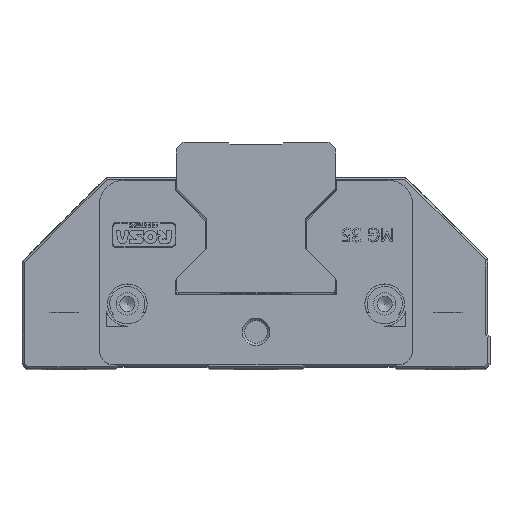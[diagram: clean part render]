
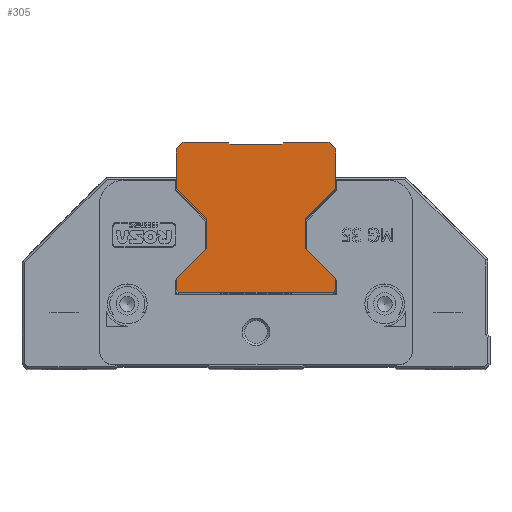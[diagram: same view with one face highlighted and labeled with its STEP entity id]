
A CAD part, top view. The second image highlights one B-rep face of the part: STEP entity #305.
In plain terms, the highlighted planar face has unit normal (0, 0, 1).
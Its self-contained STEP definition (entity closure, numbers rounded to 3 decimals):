
#122=CARTESIAN_POINT('',(-5.9,0.,279.0));
#123=VERTEX_POINT('',#122);
#130=CARTESIAN_POINT('',(-5.5,-0.4,279.0));
#131=VERTEX_POINT('',#130);
#132=CARTESIAN_POINT('',(-5.9,0.,279.0));
#133=DIRECTION('',(0.707,-0.707,0.0));
#134=VECTOR('',#133,0.566);
#135=LINE('',#132,#134);
#136=EDGE_CURVE('',#123,#131,#135,.T.);
#147=CARTESIAN_POINT('',(0.,-16.264,279.0));
#148=DIRECTION('',(0.0,0.0,1.0));
#149=DIRECTION('',(1.0,0.0,0.0));
#150=AXIS2_PLACEMENT_3D('',#147,#148,#149);
#151=PLANE('',#150);
#152=ORIENTED_EDGE('',*,*,#136,.F.);
#153=CARTESIAN_POINT('',(-15.6,0.,279.0));
#154=VERTEX_POINT('',#153);
#155=CARTESIAN_POINT('',(-15.6,0.,279.0));
#156=DIRECTION('',(1.0,0.0,0.0));
#157=VECTOR('',#156,9.7);
#158=LINE('',#155,#157);
#159=EDGE_CURVE('',#154,#123,#158,.T.);
#160=ORIENTED_EDGE('',*,*,#159,.F.);
#161=CARTESIAN_POINT('',(-17.0,-1.4,279.0));
#162=VERTEX_POINT('',#161);
#163=CARTESIAN_POINT('',(-17.0,-1.4,279.0));
#164=DIRECTION('',(0.707,0.707,0.0));
#165=VECTOR('',#164,1.98);
#166=LINE('',#163,#165);
#167=EDGE_CURVE('',#162,#154,#166,.T.);
#168=ORIENTED_EDGE('',*,*,#167,.F.);
#169=CARTESIAN_POINT('',(-17.0,-9.858,279.0));
#170=VERTEX_POINT('',#169);
#171=CARTESIAN_POINT('',(-17.0,-9.858,279.0));
#172=DIRECTION('',(0.0,1.0,0.0));
#173=VECTOR('',#172,8.458);
#174=LINE('',#171,#173);
#175=EDGE_CURVE('',#170,#162,#174,.T.);
#176=ORIENTED_EDGE('',*,*,#175,.F.);
#177=CARTESIAN_POINT('',(-10.5,-16.358,279.0));
#178=VERTEX_POINT('',#177);
#179=CARTESIAN_POINT('',(-10.5,-16.358,279.0));
#180=DIRECTION('',(-0.707,0.707,0.0));
#181=VECTOR('',#180,9.192);
#182=LINE('',#179,#181);
#183=EDGE_CURVE('',#178,#170,#182,.T.);
#184=ORIENTED_EDGE('',*,*,#183,.F.);
#185=CARTESIAN_POINT('',(-10.5,-22.642,279.0));
#186=VERTEX_POINT('',#185);
#187=CARTESIAN_POINT('',(-10.5,-22.642,279.0));
#188=DIRECTION('',(0.0,1.0,0.0));
#189=VECTOR('',#188,6.284);
#190=LINE('',#187,#189);
#191=EDGE_CURVE('',#186,#178,#190,.T.);
#192=ORIENTED_EDGE('',*,*,#191,.F.);
#193=CARTESIAN_POINT('',(-17.,-29.142,279.0));
#194=VERTEX_POINT('',#193);
#195=CARTESIAN_POINT('',(-17.,-29.142,279.0));
#196=DIRECTION('',(0.707,0.707,0.0));
#197=VECTOR('',#196,9.192);
#198=LINE('',#195,#197);
#199=EDGE_CURVE('',#194,#186,#198,.T.);
#200=ORIENTED_EDGE('',*,*,#199,.F.);
#201=CARTESIAN_POINT('',(-17.,-31.5,279.0));
#202=VERTEX_POINT('',#201);
#203=CARTESIAN_POINT('',(-17.,-31.5,279.0));
#204=DIRECTION('',(0.0,1.0,0.0));
#205=VECTOR('',#204,2.358);
#206=LINE('',#203,#205);
#207=EDGE_CURVE('',#202,#194,#206,.T.);
#208=ORIENTED_EDGE('',*,*,#207,.F.);
#209=CARTESIAN_POINT('',(-16.5,-32.0,279.0));
#210=VERTEX_POINT('',#209);
#211=CARTESIAN_POINT('',(-16.5,-32.0,279.0));
#212=DIRECTION('',(-0.707,0.707,0.0));
#213=VECTOR('',#212,0.707);
#214=LINE('',#211,#213);
#215=EDGE_CURVE('',#210,#202,#214,.T.);
#216=ORIENTED_EDGE('',*,*,#215,.F.);
#217=CARTESIAN_POINT('',(16.5,-32.0,279.0));
#218=VERTEX_POINT('',#217);
#219=CARTESIAN_POINT('',(16.5,-32.0,279.0));
#220=DIRECTION('',(-1.0,0.0,0.0));
#221=VECTOR('',#220,33.0);
#222=LINE('',#219,#221);
#223=EDGE_CURVE('',#218,#210,#222,.T.);
#224=ORIENTED_EDGE('',*,*,#223,.F.);
#225=CARTESIAN_POINT('',(17.,-31.5,279.0));
#226=VERTEX_POINT('',#225);
#227=CARTESIAN_POINT('',(17.,-31.5,279.0));
#228=DIRECTION('',(-0.707,-0.707,0.0));
#229=VECTOR('',#228,0.707);
#230=LINE('',#227,#229);
#231=EDGE_CURVE('',#226,#218,#230,.T.);
#232=ORIENTED_EDGE('',*,*,#231,.F.);
#233=CARTESIAN_POINT('',(17.,-29.142,279.0));
#234=VERTEX_POINT('',#233);
#235=CARTESIAN_POINT('',(17.,-29.142,279.0));
#236=DIRECTION('',(0.0,-1.0,0.0));
#237=VECTOR('',#236,2.358);
#238=LINE('',#235,#237);
#239=EDGE_CURVE('',#234,#226,#238,.T.);
#240=ORIENTED_EDGE('',*,*,#239,.F.);
#241=CARTESIAN_POINT('',(10.5,-22.642,279.0));
#242=VERTEX_POINT('',#241);
#243=CARTESIAN_POINT('',(10.5,-22.642,279.0));
#244=DIRECTION('',(0.707,-0.707,0.0));
#245=VECTOR('',#244,9.192);
#246=LINE('',#243,#245);
#247=EDGE_CURVE('',#242,#234,#246,.T.);
#248=ORIENTED_EDGE('',*,*,#247,.F.);
#249=CARTESIAN_POINT('',(10.5,-16.358,279.0));
#250=VERTEX_POINT('',#249);
#251=CARTESIAN_POINT('',(10.5,-16.358,279.0));
#252=DIRECTION('',(0.0,-1.0,0.0));
#253=VECTOR('',#252,6.284);
#254=LINE('',#251,#253);
#255=EDGE_CURVE('',#250,#242,#254,.T.);
#256=ORIENTED_EDGE('',*,*,#255,.F.);
#257=CARTESIAN_POINT('',(17.0,-9.858,279.0));
#258=VERTEX_POINT('',#257);
#259=CARTESIAN_POINT('',(17.0,-9.858,279.0));
#260=DIRECTION('',(-0.707,-0.707,0.0));
#261=VECTOR('',#260,9.192);
#262=LINE('',#259,#261);
#263=EDGE_CURVE('',#258,#250,#262,.T.);
#264=ORIENTED_EDGE('',*,*,#263,.F.);
#265=CARTESIAN_POINT('',(17.0,-1.4,279.0));
#266=VERTEX_POINT('',#265);
#267=CARTESIAN_POINT('',(17.0,-1.4,279.0));
#268=DIRECTION('',(0.0,-1.0,0.0));
#269=VECTOR('',#268,8.458);
#270=LINE('',#267,#269);
#271=EDGE_CURVE('',#266,#258,#270,.T.);
#272=ORIENTED_EDGE('',*,*,#271,.F.);
#273=CARTESIAN_POINT('',(15.6,0.,279.0));
#274=VERTEX_POINT('',#273);
#275=CARTESIAN_POINT('',(15.6,0.,279.0));
#276=DIRECTION('',(0.707,-0.707,0.0));
#277=VECTOR('',#276,1.98);
#278=LINE('',#275,#277);
#279=EDGE_CURVE('',#274,#266,#278,.T.);
#280=ORIENTED_EDGE('',*,*,#279,.F.);
#281=CARTESIAN_POINT('',(5.9,0.,279.0));
#282=VERTEX_POINT('',#281);
#283=CARTESIAN_POINT('',(5.9,0.,279.0));
#284=DIRECTION('',(1.0,0.0,0.0));
#285=VECTOR('',#284,9.7);
#286=LINE('',#283,#285);
#287=EDGE_CURVE('',#282,#274,#286,.T.);
#288=ORIENTED_EDGE('',*,*,#287,.F.);
#289=CARTESIAN_POINT('',(5.5,-0.4,279.0));
#290=VERTEX_POINT('',#289);
#291=CARTESIAN_POINT('',(5.5,-0.4,279.0));
#292=DIRECTION('',(0.707,0.707,0.0));
#293=VECTOR('',#292,0.566);
#294=LINE('',#291,#293);
#295=EDGE_CURVE('',#290,#282,#294,.T.);
#296=ORIENTED_EDGE('',*,*,#295,.F.);
#297=CARTESIAN_POINT('',(5.5,-0.4,279.0));
#298=DIRECTION('',(-1.0,0.0,0.0));
#299=VECTOR('',#298,11.0);
#300=LINE('',#297,#299);
#301=EDGE_CURVE('',#290,#131,#300,.T.);
#302=ORIENTED_EDGE('',*,*,#301,.T.);
#303=EDGE_LOOP('',(#152,#160,#168,#176,#184,#192,#200,#208,#216,#224,#232,#240,#248,#256,#264,#272,#280,#288,#296,#302));
#304=FACE_OUTER_BOUND('',#303,.T.);
#305=ADVANCED_FACE('',(#304),#151,.T.);
